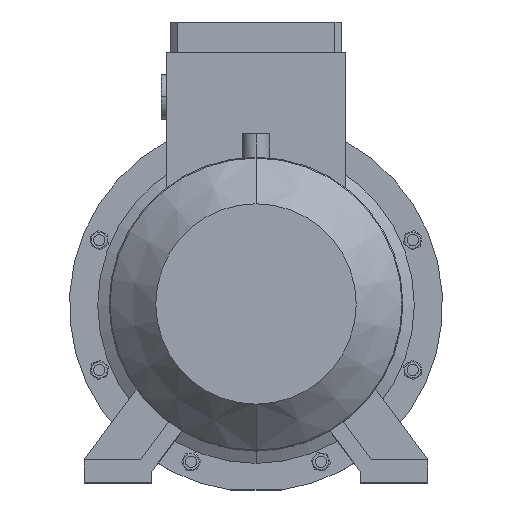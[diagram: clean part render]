
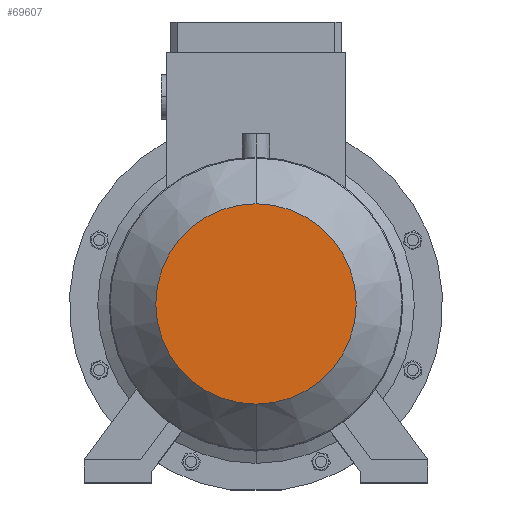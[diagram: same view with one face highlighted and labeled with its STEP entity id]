
A CAD part, top view. The second image highlights one B-rep face of the part: STEP entity #69607.
In plain terms, the highlighted planar face has unit normal (0, 0, 1).
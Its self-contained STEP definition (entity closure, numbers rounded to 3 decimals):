
#245 = DIRECTION ( 'NONE',  ( 0., 0., 1. ) ) ;
#2468 = CARTESIAN_POINT ( 'NONE',  ( 0., 0., 1429. ) ) ;
#7913 = VERTEX_POINT ( 'NONE', #11678 ) ;
#9169 = AXIS2_PLACEMENT_3D ( 'NONE', #63387, #70315, #69513 ) ;
#10758 = FACE_OUTER_BOUND ( 'NONE', #63038, .T. ) ;
#11396 = CIRCLE ( 'NONE', #9169, 177.187 ) ;
#11678 = CARTESIAN_POINT ( 'NONE',  ( 0., -177.188, 1429. ) ) ;
#13167 = PLANE ( 'NONE',  #16800 ) ;
#16800 = AXIS2_PLACEMENT_3D ( 'NONE', #25263, #245, #37904 ) ;
#17980 = CARTESIAN_POINT ( 'NONE',  ( 0., 177.187, 1429. ) ) ;
#25263 = CARTESIAN_POINT ( 'NONE',  ( 0., 0., 1429. ) ) ;
#31205 = ORIENTED_EDGE ( 'NONE', *, *, #75805, .F. ) ;
#37904 = DIRECTION ( 'NONE',  ( 0., -1., 0. ) ) ;
#48423 = EDGE_CURVE ( 'NONE', #7913, #78467, #65382, .T. ) ;
#53551 = DIRECTION ( 'NONE',  ( 0., 1., 0. ) ) ;
#63038 = EDGE_LOOP ( 'NONE', ( #31205, #73198 ) ) ;
#63387 = CARTESIAN_POINT ( 'NONE',  ( 0., 0., 1429. ) ) ;
#64316 = DIRECTION ( 'NONE',  ( 0., 0., -1. ) ) ;
#65382 = CIRCLE ( 'NONE', #77189, 177.187 ) ;
#69513 = DIRECTION ( 'NONE',  ( 0., 1., 0. ) ) ;
#69607 = ADVANCED_FACE ( 'NONE', ( #10758 ), #13167, .T. ) ;
#70315 = DIRECTION ( 'NONE',  ( 0., 0., -1. ) ) ;
#73198 = ORIENTED_EDGE ( 'NONE', *, *, #48423, .F. ) ;
#75805 = EDGE_CURVE ( 'NONE', #78467, #7913, #11396, .T. ) ;
#77189 = AXIS2_PLACEMENT_3D ( 'NONE', #2468, #64316, #53551 ) ;
#78467 = VERTEX_POINT ( 'NONE', #17980 ) ;
